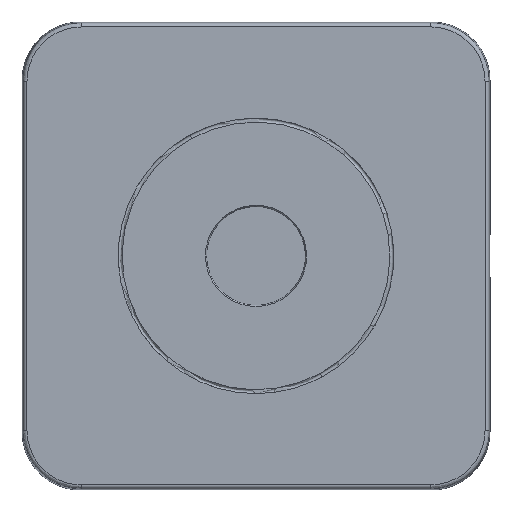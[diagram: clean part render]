
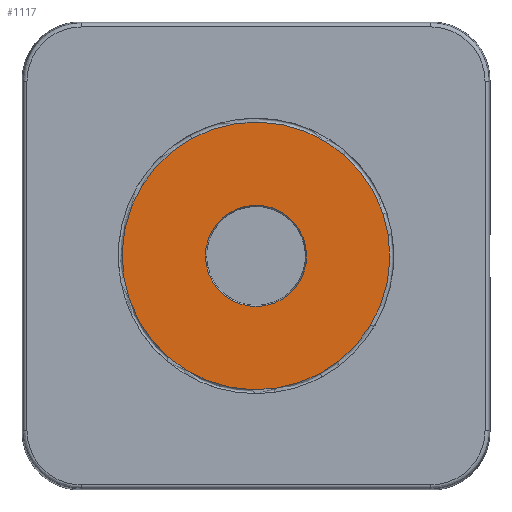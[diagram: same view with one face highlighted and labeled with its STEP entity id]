
A CAD part, top view. The second image highlights one B-rep face of the part: STEP entity #1117.
In plain terms, the highlighted planar face has unit normal (0, 0, 1).
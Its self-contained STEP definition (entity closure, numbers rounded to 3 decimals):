
#976=CARTESIAN_POINT('Axis2P3D Location',(-0.024,0.745,12.)) ;
#1057=CARTESIAN_POINT('Axis2P3D Location',(0.,0.,12.)) ;
#1061=CARTESIAN_POINT('Vertex',(16.54,-30.277,12.)) ;
#1063=CARTESIAN_POINT('Vertex',(-16.54,30.277,12.)) ;
#1083=CARTESIAN_POINT('Axis2P3D Location',(0.,0.,12.)) ;
#1099=CARTESIAN_POINT('Axis2P3D Location',(0.,0.,12.)) ;
#1103=CARTESIAN_POINT('Vertex',(11.443,-6.251,12.)) ;
#1105=CARTESIAN_POINT('Vertex',(-11.443,6.251,12.)) ;
#1108=CARTESIAN_POINT('Axis2P3D Location',(0.,0.,12.)) ;
#977=DIRECTION('Axis2P3D Direction',(0.,0.,1.)) ;
#978=DIRECTION('Axis2P3D XDirection',(1.,0.,0.)) ;
#1058=DIRECTION('Axis2P3D Direction',(0.,0.,1.)) ;
#1084=DIRECTION('Axis2P3D Direction',(0.,0.,1.)) ;
#1100=DIRECTION('Axis2P3D Direction',(0.,0.,1.)) ;
#1109=DIRECTION('Axis2P3D Direction',(0.,0.,1.)) ;
#979=AXIS2_PLACEMENT_3D('Plane Axis2P3D',#976,#977,#978) ;
#1059=AXIS2_PLACEMENT_3D('Circle Axis2P3D',#1057,#1058,$) ;
#1085=AXIS2_PLACEMENT_3D('Circle Axis2P3D',#1083,#1084,$) ;
#1101=AXIS2_PLACEMENT_3D('Circle Axis2P3D',#1099,#1100,$) ;
#1110=AXIS2_PLACEMENT_3D('Circle Axis2P3D',#1108,#1109,$) ;
#1060=CIRCLE('generated circle',#1059,34.5) ;
#1086=CIRCLE('generated circle',#1085,34.5) ;
#1102=CIRCLE('generated circle',#1101,13.039) ;
#1111=CIRCLE('generated circle',#1110,13.039) ;
#980=PLANE('',#979) ;
#1116=FACE_BOUND('',#1113,.T.) ;
#1065=EDGE_CURVE('',#1062,#1064,#1060,.T.) ;
#1087=EDGE_CURVE('',#1064,#1062,#1086,.T.) ;
#1107=EDGE_CURVE('',#1104,#1106,#1102,.F.) ;
#1112=EDGE_CURVE('',#1106,#1104,#1111,.F.) ;
#1096=ORIENTED_EDGE('',*,*,#1065,.T.) ;
#1097=ORIENTED_EDGE('',*,*,#1087,.T.) ;
#1114=ORIENTED_EDGE('',*,*,#1107,.T.) ;
#1115=ORIENTED_EDGE('',*,*,#1112,.T.) ;
#1095=EDGE_LOOP('',(#1096,#1097)) ;
#1113=EDGE_LOOP('',(#1114,#1115)) ;
#1062=VERTEX_POINT('',#1061) ;
#1064=VERTEX_POINT('',#1063) ;
#1104=VERTEX_POINT('',#1103) ;
#1106=VERTEX_POINT('',#1105) ;
#1117=ADVANCED_FACE('Hauptk\X2\00F6\X0\rper',(#1098,#1116),#980,.T.) ;
#1098=FACE_OUTER_BOUND('',#1095,.T.) ;
